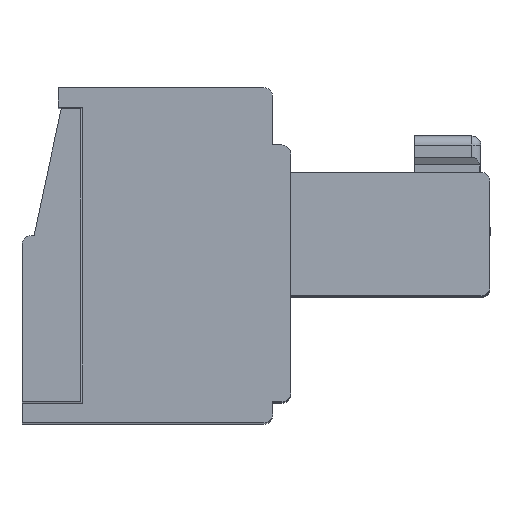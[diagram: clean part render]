
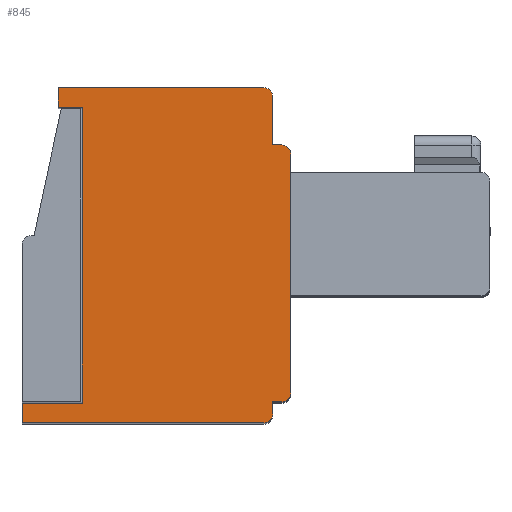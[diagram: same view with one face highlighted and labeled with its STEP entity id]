
A CAD part, top view. The second image highlights one B-rep face of the part: STEP entity #845.
In plain terms, the highlighted planar face has unit normal (0, 0, 1).
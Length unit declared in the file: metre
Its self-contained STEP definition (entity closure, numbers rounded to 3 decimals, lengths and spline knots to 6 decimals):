
#845=ADVANCED_FACE('',(#2381),#2382,.F.);
#2381=FACE_OUTER_BOUND('',#4702,.T.);
#2382=PLANE('',#4703);
#4702=EDGE_LOOP('',(#7225,#7226,#7227,#7228,#7229,#7230,#7231,#7232,#7233,#7234,#7235,#7236,#7237,#7238,#7239,#7240));
#4703=AXIS2_PLACEMENT_3D('',#7241,#7242,#7243);
#7225=ORIENTED_EDGE('',*,*,#13773,.T.);
#7226=ORIENTED_EDGE('',*,*,#13774,.T.);
#7227=ORIENTED_EDGE('',*,*,#13775,.T.);
#7228=ORIENTED_EDGE('',*,*,#13776,.T.);
#7229=ORIENTED_EDGE('',*,*,#13777,.T.);
#7230=ORIENTED_EDGE('',*,*,#13778,.F.);
#7231=ORIENTED_EDGE('',*,*,#13779,.T.);
#7232=ORIENTED_EDGE('',*,*,#13780,.T.);
#7233=ORIENTED_EDGE('',*,*,#13781,.T.);
#7234=ORIENTED_EDGE('',*,*,#13782,.T.);
#7235=ORIENTED_EDGE('',*,*,#13783,.T.);
#7236=ORIENTED_EDGE('',*,*,#13784,.T.);
#7237=ORIENTED_EDGE('',*,*,#13785,.T.);
#7238=ORIENTED_EDGE('',*,*,#13786,.F.);
#7239=ORIENTED_EDGE('',*,*,#13787,.T.);
#7240=ORIENTED_EDGE('',*,*,#13788,.T.);
#7241=CARTESIAN_POINT('',(0.013673,0.00851,0.023633));
#7242=DIRECTION('',(0.,0.,-1.0));
#7243=DIRECTION('',(0.0,-1.0,0.));
#13773=EDGE_CURVE('',#16508,#16509,#16510,.T.);
#13774=EDGE_CURVE('',#16509,#16511,#16512,.T.);
#13775=EDGE_CURVE('',#16511,#16513,#16514,.T.);
#13776=EDGE_CURVE('',#16513,#16515,#16516,.T.);
#13777=EDGE_CURVE('',#16515,#16517,#16518,.T.);
#13778=EDGE_CURVE('',#16519,#16517,#16520,.T.);
#13779=EDGE_CURVE('',#16519,#16521,#16522,.T.);
#13780=EDGE_CURVE('',#16521,#16523,#16524,.T.);
#13781=EDGE_CURVE('',#16523,#16525,#16526,.T.);
#13782=EDGE_CURVE('',#16525,#16527,#16528,.T.);
#13783=EDGE_CURVE('',#16527,#16529,#16530,.T.);
#13784=EDGE_CURVE('',#16529,#16531,#16532,.T.);
#13785=EDGE_CURVE('',#16531,#16533,#16534,.T.);
#13786=EDGE_CURVE('',#16535,#16533,#16536,.T.);
#13787=EDGE_CURVE('',#16535,#16537,#16538,.T.);
#13788=EDGE_CURVE('',#16537,#16508,#16539,.T.);
#16508=VERTEX_POINT('',#20645);
#16509=VERTEX_POINT('',#20646);
#16510=LINE('',#20647,#20648);
#16511=VERTEX_POINT('',#20649);
#16512=CIRCLE('',#20650,0.0003);
#16513=VERTEX_POINT('',#20651);
#16514=LINE('',#20652,#20653);
#16515=VERTEX_POINT('',#20654);
#16516=LINE('',#20655,#20656);
#16517=VERTEX_POINT('',#20657);
#16518=CIRCLE('',#20658,0.0003);
#16519=VERTEX_POINT('',#20659);
#16520=LINE('',#20660,#20661);
#16521=VERTEX_POINT('',#20662);
#16522=CIRCLE('',#20663,0.0003);
#16523=VERTEX_POINT('',#20664);
#16524=LINE('',#20665,#20666);
#16525=VERTEX_POINT('',#20667);
#16526=LINE('',#20668,#20669);
#16527=VERTEX_POINT('',#20670);
#16528=CIRCLE('',#20671,0.0003);
#16529=VERTEX_POINT('',#20672);
#16530=LINE('',#20673,#20674);
#16531=VERTEX_POINT('',#20675);
#16532=LINE('',#20676,#20677);
#16533=VERTEX_POINT('',#20678);
#16534=LINE('',#20679,#20680);
#16535=VERTEX_POINT('',#20681);
#16536=LINE('',#20682,#20683);
#16537=VERTEX_POINT('',#20684);
#16538=LINE('',#20685,#20686);
#16539=LINE('',#20687,#20688);
#20645=CARTESIAN_POINT('',(-0.001527,0.00051,0.023633));
#20646=CARTESIAN_POINT('',(0.006473,0.00051,0.023633));
#20647=CARTESIAN_POINT('',(0.013673,0.00051,0.023633));
#20648=VECTOR('',#25963,1.0);
#20649=CARTESIAN_POINT('',(0.006773,0.00081,0.023633));
#20650=AXIS2_PLACEMENT_3D('',#25964,#25965,#25966);
#20651=CARTESIAN_POINT('',(0.006773,0.00121,0.023633));
#20652=CARTESIAN_POINT('',(0.006773,0.00851,0.023633));
#20653=VECTOR('',#25967,1.0);
#20654=CARTESIAN_POINT('',(0.007073,0.00121,0.023633));
#20655=CARTESIAN_POINT('',(0.013673,0.00121,0.023633));
#20656=VECTOR('',#25968,1.0);
#20657=CARTESIAN_POINT('',(0.007373,0.00151,0.023633));
#20658=AXIS2_PLACEMENT_3D('',#25969,#25970,#25971);
#20659=CARTESIAN_POINT('',(0.007373,0.00941,0.023633));
#20660=CARTESIAN_POINT('',(0.007373,0.00941,0.023633));
#20661=VECTOR('',#25972,1.0);
#20662=CARTESIAN_POINT('',(0.007073,0.00971,0.023633));
#20663=AXIS2_PLACEMENT_3D('',#25973,#25974,#25975);
#20664=CARTESIAN_POINT('',(0.006773,0.00971,0.023633));
#20665=CARTESIAN_POINT('',(0.006773,0.00971,0.023633));
#20666=VECTOR('',#25976,1.0);
#20667=CARTESIAN_POINT('',(0.006773,0.01131,0.023633));
#20668=CARTESIAN_POINT('',(0.006773,0.00851,0.023633));
#20669=VECTOR('',#25977,1.0);
#20670=CARTESIAN_POINT('',(0.006473,0.01161,0.023633));
#20671=AXIS2_PLACEMENT_3D('',#25978,#25979,#25980);
#20672=CARTESIAN_POINT('',(-0.000327,0.01161,0.023633));
#20673=CARTESIAN_POINT('',(0.013673,0.01161,0.023633));
#20674=VECTOR('',#25981,1.0);
#20675=CARTESIAN_POINT('',(-0.000327,0.01096,0.023633));
#20676=CARTESIAN_POINT('',(-0.000327,0.00851,0.023633));
#20677=VECTOR('',#25982,1.0);
#20678=CARTESIAN_POINT('',(0.000473,0.01096,0.023633));
#20679=CARTESIAN_POINT('',(0.013673,0.01096,0.023633));
#20680=VECTOR('',#25983,1.0);
#20681=CARTESIAN_POINT('',(0.000473,0.00116,0.023633));
#20682=CARTESIAN_POINT('',(0.000473,0.00116,0.023633));
#20683=VECTOR('',#25984,1.0);
#20684=CARTESIAN_POINT('',(-0.001527,0.00116,0.023633));
#20685=CARTESIAN_POINT('',(0.013673,0.00116,0.023633));
#20686=VECTOR('',#25985,1.0);
#20687=CARTESIAN_POINT('',(-0.001527,0.00851,0.023633));
#20688=VECTOR('',#25986,1.0);
#25963=DIRECTION('',(1.0,0.,0.));
#25964=CARTESIAN_POINT('',(0.006473,0.00081,0.023633));
#25965=DIRECTION('',(0.,0.,1.0));
#25966=DIRECTION('',(-1.0,0.,0.));
#25967=DIRECTION('',(0.,1.0,0.));
#25968=DIRECTION('',(1.0,0.,0.));
#25969=CARTESIAN_POINT('',(0.007073,0.00151,0.023633));
#25970=DIRECTION('',(0.,0.,1.0));
#25971=DIRECTION('',(-1.0,0.,0.));
#25972=DIRECTION('',(0.,-1.0,0.0));
#25973=CARTESIAN_POINT('',(0.007073,0.00941,0.023633));
#25974=DIRECTION('',(0.,0.,1.0));
#25975=DIRECTION('',(-1.0,0.0,0.));
#25976=DIRECTION('',(-1.0,0.,0.));
#25977=DIRECTION('',(0.,1.0,0.));
#25978=CARTESIAN_POINT('',(0.006473,0.01131,0.023633));
#25979=DIRECTION('',(0.,0.,1.0));
#25980=DIRECTION('',(-1.0,0.,0.));
#25981=DIRECTION('',(-1.0,0.,0.));
#25982=DIRECTION('',(0.,-1.0,0.));
#25983=DIRECTION('',(1.0,0.,0.));
#25984=DIRECTION('',(0.,1.0,0.0));
#25985=DIRECTION('',(-1.0,0.,0.));
#25986=DIRECTION('',(0.,-1.0,0.));
